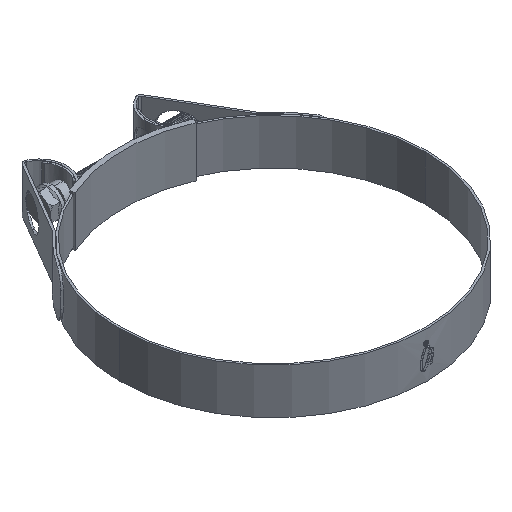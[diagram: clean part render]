
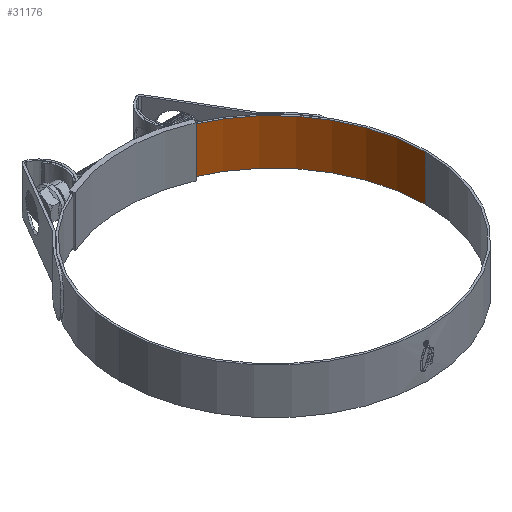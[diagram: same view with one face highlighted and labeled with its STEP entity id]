
A CAD part, isometric view. The second image highlights one B-rep face of the part: STEP entity #31176.
In plain terms, the highlighted cylindrical face has radius 93.5 mm (diameter 187 mm), a partial arc.
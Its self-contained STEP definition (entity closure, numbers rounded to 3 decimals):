
#749 = VECTOR ( 'NONE', #2930, 1000. ) ;
#1036 = AXIS2_PLACEMENT_3D ( 'NONE', #29393, #5037, #14457 ) ;
#1367 = DIRECTION ( 'NONE',  ( 0., 0., -1. ) ) ;
#1626 = EDGE_LOOP ( 'NONE', ( #36990, #5439, #35180, #28031 ) ) ;
#2835 = DIRECTION ( 'NONE',  ( 0., 0., -1. ) ) ;
#2930 = DIRECTION ( 'NONE',  ( 0., 0., -1. ) ) ;
#5037 = DIRECTION ( 'NONE',  ( 0., 0., -1. ) ) ;
#5439 = ORIENTED_EDGE ( 'NONE', *, *, #9996, .F. ) ;
#6505 = CARTESIAN_POINT ( 'NONE',  ( 34.85, 86.762, 14. ) ) ;
#7533 = EDGE_CURVE ( 'NONE', #24233, #20713, #16945, .T. ) ;
#8356 = DIRECTION ( 'NONE',  ( -1., 0., 0. ) ) ;
#9793 = CARTESIAN_POINT ( 'NONE',  ( 34.85, 86.762, 14. ) ) ;
#9833 = AXIS2_PLACEMENT_3D ( 'NONE', #35280, #1367, #8356 ) ;
#9996 = EDGE_CURVE ( 'NONE', #37350, #12878, #30338, .T. ) ;
#11382 = CYLINDRICAL_SURFACE ( 'NONE', #9833, 93.5 ) ;
#12329 = CARTESIAN_POINT ( 'NONE',  ( 93.5, 0., -14. ) ) ;
#12878 = VERTEX_POINT ( 'NONE', #25131 ) ;
#14457 = DIRECTION ( 'NONE',  ( -1., 0., 0. ) ) ;
#16945 = CIRCLE ( 'NONE', #22015, 93.5 ) ;
#18756 = VECTOR ( 'NONE', #21809, 1000. ) ;
#20713 = VERTEX_POINT ( 'NONE', #12329 ) ;
#21386 = CARTESIAN_POINT ( 'NONE',  ( 34.85, 86.762, -14. ) ) ;
#21809 = DIRECTION ( 'NONE',  ( 0., 0., -1. ) ) ;
#22015 = AXIS2_PLACEMENT_3D ( 'NONE', #30192, #2835, #39357 ) ;
#23393 = EDGE_CURVE ( 'NONE', #12878, #20713, #36778, .T. ) ;
#24233 = VERTEX_POINT ( 'NONE', #21386 ) ;
#24280 = LINE ( 'NONE', #6505, #749 ) ;
#25131 = CARTESIAN_POINT ( 'NONE',  ( 93.5, 0., 14. ) ) ;
#27804 = CARTESIAN_POINT ( 'NONE',  ( 93.5, 0., 14. ) ) ;
#28031 = ORIENTED_EDGE ( 'NONE', *, *, #7533, .T. ) ;
#29393 = CARTESIAN_POINT ( 'NONE',  ( 0., 0., 14. ) ) ;
#30192 = CARTESIAN_POINT ( 'NONE',  ( 0., 0., -14. ) ) ;
#30338 = CIRCLE ( 'NONE', #1036, 93.5 ) ;
#31176 = ADVANCED_FACE ( 'NONE', ( #35685 ), #11382, .F. ) ;
#35180 = ORIENTED_EDGE ( 'NONE', *, *, #36055, .T. ) ;
#35280 = CARTESIAN_POINT ( 'NONE',  ( 0., 0., 14. ) ) ;
#35685 = FACE_OUTER_BOUND ( 'NONE', #1626, .T. ) ;
#36055 = EDGE_CURVE ( 'NONE', #37350, #24233, #24280, .T. ) ;
#36778 = LINE ( 'NONE', #27804, #18756 ) ;
#36990 = ORIENTED_EDGE ( 'NONE', *, *, #23393, .F. ) ;
#37350 = VERTEX_POINT ( 'NONE', #9793 ) ;
#39357 = DIRECTION ( 'NONE',  ( -1., 0., 0. ) ) ;
